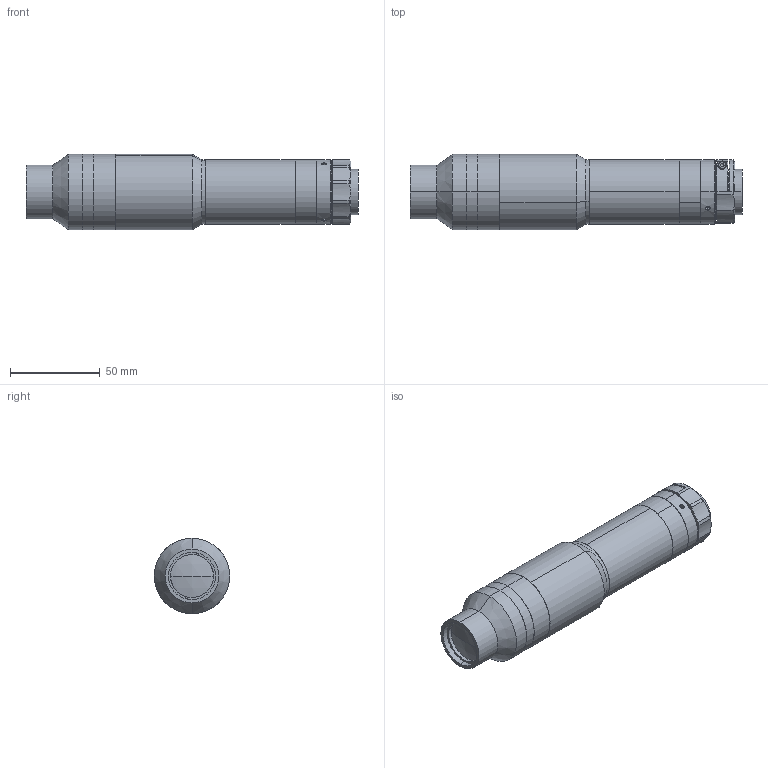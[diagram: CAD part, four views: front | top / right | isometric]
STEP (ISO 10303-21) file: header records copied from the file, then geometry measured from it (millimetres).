
FILE_DESCRIPTION (( 'STEP AP203' ), '1' );
FILE_NAME ('XF-MH065X205.STEP', '2020-08-24T07:12:12', ( 'canrill-02' ), ( '' ), 'SwSTEP 2.0', 'SolidWorks 2014', '' );
FILE_SCHEMA (( 'CONFIG_CONTROL_DESIGN' ));
Length unit declared in the file: millimetre
Products named in the file (1): XF-MH065X205
Bounding box: 184.83 x 42 x 42 mm (x, y, z)
Surface area: 28713.3 mm2 (no closed solid volume)
Topology: 0 solids, 14 shells, 113 faces, 296 edges, 201 vertices
Faces by surface type: cylinder 51, plane 41, cone 17, sphere 2, torus 2
Entity records: 3858 total; most frequent: CARTESIAN_POINT 930, DIRECTION 654, ORIENTED_EDGE 504, EDGE_CURVE 294, AXIS2_PLACEMENT_3D 269, VERTEX_POINT 201, CIRCLE 155, EDGE_LOOP 138
